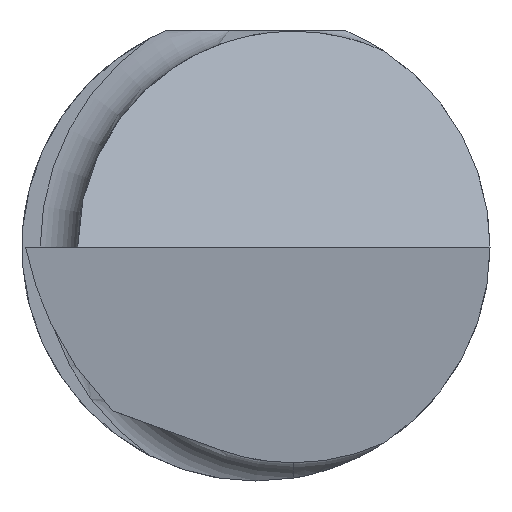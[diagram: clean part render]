
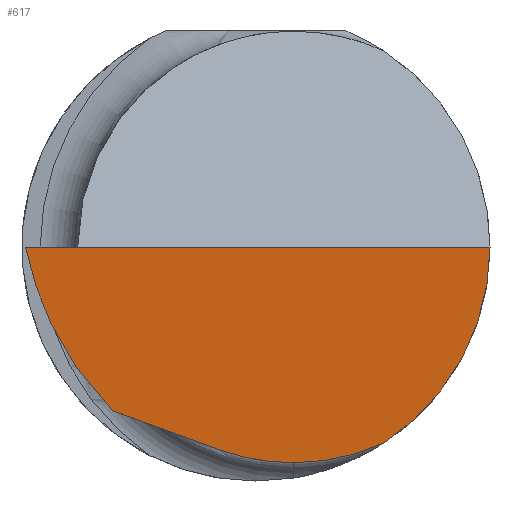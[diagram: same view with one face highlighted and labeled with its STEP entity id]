
A CAD part, left-side view. The second image highlights one B-rep face of the part: STEP entity #617.
In plain terms, the highlighted planar face has unit normal (-0.992, -0.034, -0.122).
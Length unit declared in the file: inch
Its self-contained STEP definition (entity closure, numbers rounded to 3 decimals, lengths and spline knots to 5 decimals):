
#5 = CARTESIAN_POINT ( 'NONE',  ( -1.92179, 0.15635, -0.63734 ) ) ;
#9 = EDGE_CURVE ( 'NONE', #199, #239, #747, .T. ) ;
#12 = CARTESIAN_POINT ( 'NONE',  ( -1.98927, -0.1561, 0. ) ) ;
#18 = CARTESIAN_POINT ( 'NONE',  ( -2., 0.15362, 0. ) ) ;
#26 = CARTESIAN_POINT ( 'NONE',  ( -1.97902, 0.02569, -0.13469 ) ) ;
#28 = VERTEX_POINT ( 'NONE', #285 ) ;
#31 = CARTESIAN_POINT ( 'NONE',  ( -1.97774, -0.13059, -0.10098 ) ) ;
#35 = DIRECTION ( 'NONE',  ( 0.074, -0.937, -0.341 ) ) ;
#38 =( BOUNDED_CURVE ( )  B_SPLINE_CURVE ( 3, ( #12, #472, #31, #329 ),
 .UNSPECIFIED., .F., .T. ) 
 B_SPLINE_CURVE_WITH_KNOTS ( ( 4, 4 ),
 ( 4.98733, 5.97695 ),
 .UNSPECIFIED. ) 
 CURVE ( )  GEOMETRIC_REPRESENTATION_ITEM ( )  RATIONAL_B_SPLINE_CURVE ( ( 1., 0.92, 0.92, 1. ) ) 
 REPRESENTATION_ITEM ( '' )  );
#72 = CARTESIAN_POINT ( 'NONE',  ( -1.98932, 0.12561, -0.07907 ) ) ;
#77 = CARTESIAN_POINT ( 'NONE',  ( -1.98927, -0.1561, 0. ) ) ;
#108 = DIRECTION ( 'NONE',  ( 0.035, -0.999, 0. ) ) ;
#142 = VERTEX_POINT ( 'NONE', #588 ) ;
#171 = EDGE_CURVE ( 'NONE', #176, #199, #403, .T. ) ;
#176 = VERTEX_POINT ( 'NONE', #533 ) ;
#177 = CARTESIAN_POINT ( 'NONE',  ( -1.97671, -0.00817, -0.1439 ) ) ;
#186 = CARTESIAN_POINT ( 'NONE',  ( -1.9789, 0.02422, -0.13522 ) ) ;
#191 = CARTESIAN_POINT ( 'NONE',  ( -1.97613, -0.025, -0.1439 ) ) ;
#199 = VERTEX_POINT ( 'NONE', #18 ) ;
#208 = EDGE_CURVE ( 'NONE', #142, #443, #478, .T. ) ;
#227 = DIRECTION ( 'NONE',  ( -0.122, 0., 0.993 ) ) ;
#231 = ORIENTED_EDGE ( 'NONE', *, *, #171, .F. ) ;
#238 = DIRECTION ( 'NONE',  ( -0.992, -0.034, -0.122 ) ) ;
#239 = VERTEX_POINT ( 'NONE', #77 ) ;
#251 = CARTESIAN_POINT ( 'NONE',  ( -1.97568, -0.0857, -0.13047 ) ) ;
#253 = EDGE_CURVE ( 'NONE', #239, #142, #38, .T. ) ;
#285 = CARTESIAN_POINT ( 'NONE',  ( -1.9789, 0.02422, -0.13522 ) ) ;
#294 = EDGE_CURVE ( 'NONE', #176, #28, #551, .T. ) ;
#309 = CARTESIAN_POINT ( 'NONE',  ( -1.9754, -0.04605, -0.1439 ) ) ;
#321 = ORIENTED_EDGE ( 'NONE', *, *, #208, .F. ) ;
#329 = CARTESIAN_POINT ( 'NONE',  ( -1.97568, -0.0857, -0.13047 ) ) ;
#337 = CARTESIAN_POINT ( 'NONE',  ( -1.97613, -0.025, -0.1439 ) ) ;
#397 = VECTOR ( 'NONE', #35, 39.37008 ) ;
#403 =( BOUNDED_CURVE ( )  B_SPLINE_CURVE ( 3, ( #536, #72, #637, #426 ),
 .UNSPECIFIED., .F., .T. ) 
 B_SPLINE_CURVE_WITH_KNOTS ( ( 4, 4 ),
 ( 4.20637, 4.79375 ),
 .UNSPECIFIED. ) 
 CURVE ( )  GEOMETRIC_REPRESENTATION_ITEM ( )  RATIONAL_B_SPLINE_CURVE ( ( 1., 0.971, 0.971, 1. ) ) 
 REPRESENTATION_ITEM ( '' )  );
#426 = CARTESIAN_POINT ( 'NONE',  ( -2., 0.15362, 0. ) ) ;
#436 = VECTOR ( 'NONE', #108, 39.37008 ) ;
#438 = AXIS2_PLACEMENT_3D ( 'NONE', #5, #238, #227 ) ;
#443 = VERTEX_POINT ( 'NONE', #337 ) ;
#446 =( BOUNDED_CURVE ( )  B_SPLINE_CURVE ( 3, ( #737, #177, #694, #186 ),
 .UNSPECIFIED., .F., .T. ) 
 B_SPLINE_CURVE_WITH_KNOTS ( ( 4, 4 ),
 ( 0.27494, 0.62401 ),
 .UNSPECIFIED. ) 
 CURVE ( )  GEOMETRIC_REPRESENTATION_ITEM ( )  RATIONAL_B_SPLINE_CURVE ( ( 1., 0.99, 0.99, 1. ) ) 
 REPRESENTATION_ITEM ( '' )  );
#462 = FACE_OUTER_BOUND ( 'NONE', #725, .T. ) ;
#472 = CARTESIAN_POINT ( 'NONE',  ( -1.98267, -0.1561, -0.05371 ) ) ;
#478 =( BOUNDED_CURVE ( )  B_SPLINE_CURVE ( 3, ( #251, #702, #309, #191 ),
 .UNSPECIFIED., .F., .T. ) 
 B_SPLINE_CURVE_WITH_KNOTS ( ( 4, 4 ),
 ( 6.12267, 6.55813 ),
 .UNSPECIFIED. ) 
 CURVE ( )  GEOMETRIC_REPRESENTATION_ITEM ( )  RATIONAL_B_SPLINE_CURVE ( ( 1., 0.984, 0.984, 1. ) ) 
 REPRESENTATION_ITEM ( '' )  );
#513 = ORIENTED_EDGE ( 'NONE', *, *, #580, .F. ) ;
#527 = ORIENTED_EDGE ( 'NONE', *, *, #294, .T. ) ;
#533 = CARTESIAN_POINT ( 'NONE',  ( -1.98458, 0.09577, -0.10918 ) ) ;
#536 = CARTESIAN_POINT ( 'NONE',  ( -1.98458, 0.09577, -0.10918 ) ) ;
#551 = LINE ( 'NONE', #26, #397 ) ;
#570 = CARTESIAN_POINT ( 'NONE',  ( -1.99955, 0.14073, 0. ) ) ;
#580 = EDGE_CURVE ( 'NONE', #443, #28, #446, .T. ) ;
#588 = CARTESIAN_POINT ( 'NONE',  ( -1.97568, -0.0857, -0.13047 ) ) ;
#617 = ADVANCED_FACE ( 'NONE', ( #462 ), #744, .T. ) ;
#622 = ORIENTED_EDGE ( 'NONE', *, *, #253, .F. ) ;
#637 = CARTESIAN_POINT ( 'NONE',  ( -1.99461, 0.14546, -0.0416 ) ) ;
#694 = CARTESIAN_POINT ( 'NONE',  ( -1.97765, 0.0084, -0.14098 ) ) ;
#702 = CARTESIAN_POINT ( 'NONE',  ( -1.97525, -0.06661, -0.13935 ) ) ;
#725 = EDGE_LOOP ( 'NONE', ( #745, #231, #527, #513, #321, #622 ) ) ;
#737 = CARTESIAN_POINT ( 'NONE',  ( -1.97613, -0.025, -0.1439 ) ) ;
#744 = PLANE ( 'NONE',  #438 ) ;
#745 = ORIENTED_EDGE ( 'NONE', *, *, #9, .F. ) ;
#747 = LINE ( 'NONE', #570, #436 ) ;
